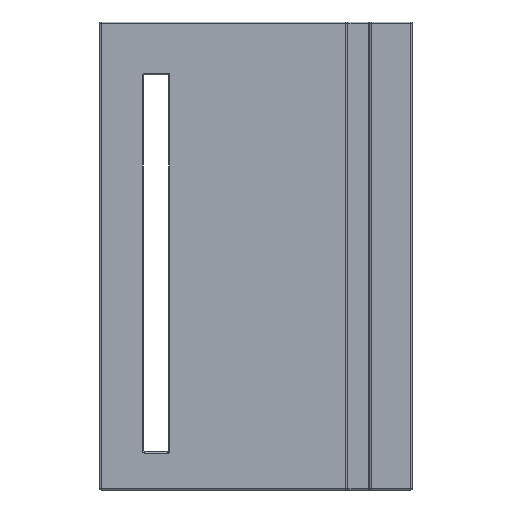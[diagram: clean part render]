
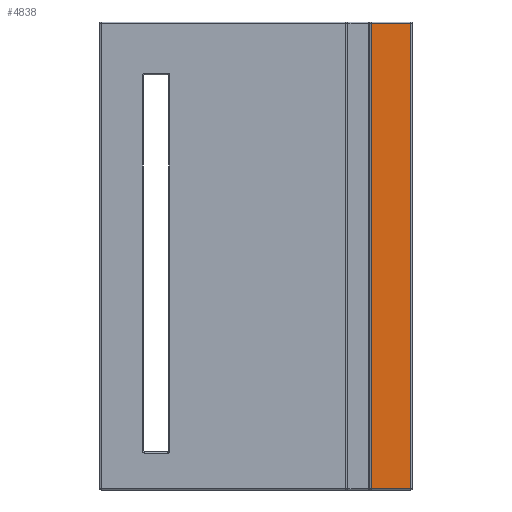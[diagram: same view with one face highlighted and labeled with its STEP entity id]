
A CAD part, front view. The second image highlights one B-rep face of the part: STEP entity #4838.
In plain terms, the highlighted planar face has unit normal (0, -1, 0).
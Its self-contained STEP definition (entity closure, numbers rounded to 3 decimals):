
#1357 = CYLINDRICAL_SURFACE('',#1358,0.8);
#1358 = AXIS2_PLACEMENT_3D('',#1359,#1360,#1361);
#1359 = CARTESIAN_POINT('',(138.55,0.8,321.7));
#1360 = DIRECTION('',(1.,0.,0.));
#1361 = DIRECTION('',(0.,0.,1.));
#1823 = CYLINDRICAL_SURFACE('',#1824,0.8);
#1824 = AXIS2_PLACEMENT_3D('',#1825,#1826,#1827);
#1825 = CARTESIAN_POINT('',(138.55,0.8,0.8));
#1826 = DIRECTION('',(1.,0.,0.));
#1827 = DIRECTION('',(0.,0.,-1.));
#2901 = VERTEX_POINT('',#2902);
#2902 = CARTESIAN_POINT('',(139.35,0.,321.7));
#2927 = EDGE_CURVE('',#2901,#2928,#2930,.T.);
#2928 = VERTEX_POINT('',#2929);
#2929 = CARTESIAN_POINT('',(166.85,0.,321.7));
#2930 = SURFACE_CURVE('',#2931,(#2935,#2942),.PCURVE_S1.);
#2931 = LINE('',#2932,#2933);
#2932 = CARTESIAN_POINT('',(138.55,0.,321.7));
#2933 = VECTOR('',#2934,1.);
#2934 = DIRECTION('',(1.,0.,0.));
#2935 = PCURVE('',#1357,#2936);
#2936 = DEFINITIONAL_REPRESENTATION('',(#2937),#2941);
#2937 = LINE('',#2938,#2939);
#2938 = CARTESIAN_POINT('',(1.571,0.));
#2939 = VECTOR('',#2940,1.);
#2940 = DIRECTION('',(0.,1.));
#2941 = ( GEOMETRIC_REPRESENTATION_CONTEXT(2) 
PARAMETRIC_REPRESENTATION_CONTEXT() REPRESENTATION_CONTEXT('2D SPACE',''
  ) );
#2942 = PCURVE('',#2943,#2948);
#2943 = PLANE('',#2944);
#2944 = AXIS2_PLACEMENT_3D('',#2945,#2946,#2947);
#2945 = CARTESIAN_POINT('',(138.55,0.,0.));
#2946 = DIRECTION('',(0.,1.,0.));
#2947 = DIRECTION('',(1.,0.,0.));
#2948 = DEFINITIONAL_REPRESENTATION('',(#2949),#2953);
#2949 = LINE('',#2950,#2951);
#2950 = CARTESIAN_POINT('',(0.,-321.7));
#2951 = VECTOR('',#2952,1.);
#2952 = DIRECTION('',(1.,0.));
#2953 = ( GEOMETRIC_REPRESENTATION_CONTEXT(2) 
PARAMETRIC_REPRESENTATION_CONTEXT() REPRESENTATION_CONTEXT('2D SPACE',''
  ) );
#3700 = VERTEX_POINT('',#3701);
#3701 = CARTESIAN_POINT('',(139.35,0.,0.8));
#3721 = EDGE_CURVE('',#3700,#3722,#3724,.T.);
#3722 = VERTEX_POINT('',#3723);
#3723 = CARTESIAN_POINT('',(166.85,0.,0.8));
#3724 = SURFACE_CURVE('',#3725,(#3729,#3736),.PCURVE_S1.);
#3725 = LINE('',#3726,#3727);
#3726 = CARTESIAN_POINT('',(138.55,0.,0.8));
#3727 = VECTOR('',#3728,1.);
#3728 = DIRECTION('',(1.,0.,0.));
#3729 = PCURVE('',#1823,#3730);
#3730 = DEFINITIONAL_REPRESENTATION('',(#3731),#3735);
#3731 = LINE('',#3732,#3733);
#3732 = CARTESIAN_POINT('',(-1.571,0.));
#3733 = VECTOR('',#3734,1.);
#3734 = DIRECTION('',(-0.,1.));
#3735 = ( GEOMETRIC_REPRESENTATION_CONTEXT(2) 
PARAMETRIC_REPRESENTATION_CONTEXT() REPRESENTATION_CONTEXT('2D SPACE',''
  ) );
#3736 = PCURVE('',#2943,#3737);
#3737 = DEFINITIONAL_REPRESENTATION('',(#3738),#3742);
#3738 = LINE('',#3739,#3740);
#3739 = CARTESIAN_POINT('',(0.,-0.8));
#3740 = VECTOR('',#3741,1.);
#3741 = DIRECTION('',(1.,0.));
#3742 = ( GEOMETRIC_REPRESENTATION_CONTEXT(2) 
PARAMETRIC_REPRESENTATION_CONTEXT() REPRESENTATION_CONTEXT('2D SPACE',''
  ) );
#4723 = CYLINDRICAL_SURFACE('',#4724,0.8);
#4724 = AXIS2_PLACEMENT_3D('',#4725,#4726,#4727);
#4725 = CARTESIAN_POINT('',(166.85,0.8,0.));
#4726 = DIRECTION('',(0.,0.,1.));
#4727 = DIRECTION('',(0.,-1.,0.));
#4827 = CYLINDRICAL_SURFACE('',#4828,0.8);
#4828 = AXIS2_PLACEMENT_3D('',#4829,#4830,#4831);
#4829 = CARTESIAN_POINT('',(139.35,0.8,0.));
#4830 = DIRECTION('',(0.,0.,1.));
#4831 = DIRECTION('',(-1.,0.,0.));
#4838 = ADVANCED_FACE('',(#4839),#2943,.F.);
#4839 = FACE_BOUND('',#4840,.F.);
#4840 = EDGE_LOOP('',(#4841,#4842,#4863,#4864));
#4841 = ORIENTED_EDGE('',*,*,#2927,.T.);
#4842 = ORIENTED_EDGE('',*,*,#4843,.F.);
#4843 = EDGE_CURVE('',#3722,#2928,#4844,.T.);
#4844 = SURFACE_CURVE('',#4845,(#4849,#4856),.PCURVE_S1.);
#4845 = LINE('',#4846,#4847);
#4846 = CARTESIAN_POINT('',(166.85,0.,0.));
#4847 = VECTOR('',#4848,1.);
#4848 = DIRECTION('',(0.,0.,1.));
#4849 = PCURVE('',#2943,#4850);
#4850 = DEFINITIONAL_REPRESENTATION('',(#4851),#4855);
#4851 = LINE('',#4852,#4853);
#4852 = CARTESIAN_POINT('',(28.3,0.));
#4853 = VECTOR('',#4854,1.);
#4854 = DIRECTION('',(0.,-1.));
#4855 = ( GEOMETRIC_REPRESENTATION_CONTEXT(2) 
PARAMETRIC_REPRESENTATION_CONTEXT() REPRESENTATION_CONTEXT('2D SPACE',''
  ) );
#4856 = PCURVE('',#4723,#4857);
#4857 = DEFINITIONAL_REPRESENTATION('',(#4858),#4862);
#4858 = LINE('',#4859,#4860);
#4859 = CARTESIAN_POINT('',(0.,0.));
#4860 = VECTOR('',#4861,1.);
#4861 = DIRECTION('',(0.,1.));
#4862 = ( GEOMETRIC_REPRESENTATION_CONTEXT(2) 
PARAMETRIC_REPRESENTATION_CONTEXT() REPRESENTATION_CONTEXT('2D SPACE',''
  ) );
#4863 = ORIENTED_EDGE('',*,*,#3721,.F.);
#4864 = ORIENTED_EDGE('',*,*,#4865,.T.);
#4865 = EDGE_CURVE('',#3700,#2901,#4866,.T.);
#4866 = SURFACE_CURVE('',#4867,(#4871,#4878),.PCURVE_S1.);
#4867 = LINE('',#4868,#4869);
#4868 = CARTESIAN_POINT('',(139.35,0.,0.));
#4869 = VECTOR('',#4870,1.);
#4870 = DIRECTION('',(0.,0.,1.));
#4871 = PCURVE('',#2943,#4872);
#4872 = DEFINITIONAL_REPRESENTATION('',(#4873),#4877);
#4873 = LINE('',#4874,#4875);
#4874 = CARTESIAN_POINT('',(0.8,0.));
#4875 = VECTOR('',#4876,1.);
#4876 = DIRECTION('',(0.,-1.));
#4877 = ( GEOMETRIC_REPRESENTATION_CONTEXT(2) 
PARAMETRIC_REPRESENTATION_CONTEXT() REPRESENTATION_CONTEXT('2D SPACE',''
  ) );
#4878 = PCURVE('',#4827,#4879);
#4879 = DEFINITIONAL_REPRESENTATION('',(#4880),#4884);
#4880 = LINE('',#4881,#4882);
#4881 = CARTESIAN_POINT('',(1.571,0.));
#4882 = VECTOR('',#4883,1.);
#4883 = DIRECTION('',(0.,1.));
#4884 = ( GEOMETRIC_REPRESENTATION_CONTEXT(2) 
PARAMETRIC_REPRESENTATION_CONTEXT() REPRESENTATION_CONTEXT('2D SPACE',''
  ) );
